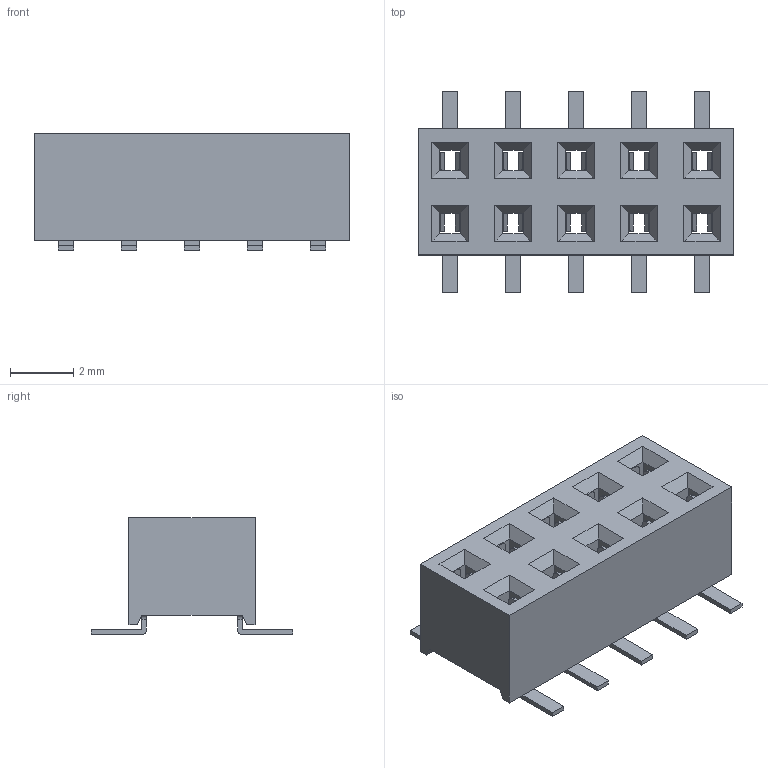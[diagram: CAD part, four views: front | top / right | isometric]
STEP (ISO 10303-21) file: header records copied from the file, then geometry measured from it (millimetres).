
FILE_DESCRIPTION(/* description */ (''),/* implementation_level */ '2;1');
FILE_NAME(/* name */ '7450-10-30-XX-00.stp',/* time_stamp */ '2025-05-20T10:02:53+02:00',/* author */ ('andreas.larin'),/* organization */ (''),/* preprocessor_version */ 'ST-DEVELOPER v20',/* originating_system */ 'Autodesk Inventor 2025',/* authorisation */ '');
FILE_SCHEMA (('AUTOMOTIVE_DESIGN { 1 0 10303 214 3 1 1 }'));
Length unit declared in the file: millimetre
Products named in the file (1): 7450-10-30-XX-00
Bounding box: 10 x 6.4 x 3.7 mm (x, y, z)
Volume: 92.7 mm3; surface area: 441.2 mm2
Topology: 1 solids, 1 shells, 730 faces, 2144 edges, 1396 vertices
Faces by surface type: plane 460, cylinder 270
Entity records: 25079 total; most frequent: ORIENTED_EDGE 4288, CARTESIAN_POINT 4271, DIRECTION 4166, EDGE_CURVE 2144, LINE 1584, VECTOR 1584, VERTEX_POINT 1396, AXIS2_PLACEMENT_3D 1291
